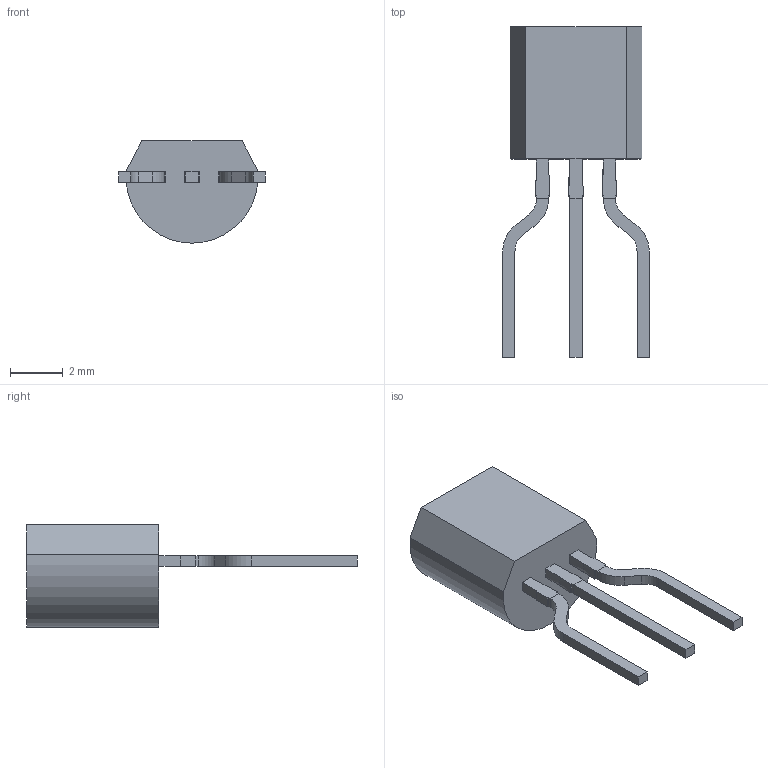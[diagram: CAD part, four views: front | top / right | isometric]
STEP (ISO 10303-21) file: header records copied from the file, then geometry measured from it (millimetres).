
FILE_DESCRIPTION (( 'STEP AP214' ), '1' );
FILE_NAME ('TO-92.STEP', '2021-01-01T12:42:17', ( 'User Windows' ), ( '' ), 'SwSTEP 2.0', 'SolidWorks 2017', '' );
FILE_SCHEMA (( 'AUTOMOTIVE_DESIGN' ));
Length unit declared in the file: millimetre
Products named in the file (1): TO-92
Bounding box: 5.54 x 12.5 x 3.87 mm (x, y, z)
Surface area: 146.8 mm2 (no closed solid volume)
Topology: 0 solids, 7 shells, 69 faces, 192 edges, 128 vertices
Faces by surface type: plane 60, cylinder 9
Entity records: 2186 total; most frequent: CARTESIAN_POINT 402, ORIENTED_EDGE 348, DIRECTION 346, EDGE_CURVE 192, VECTOR 170, LINE 170, VERTEX_POINT 128, AXIS2_PLACEMENT_3D 88
